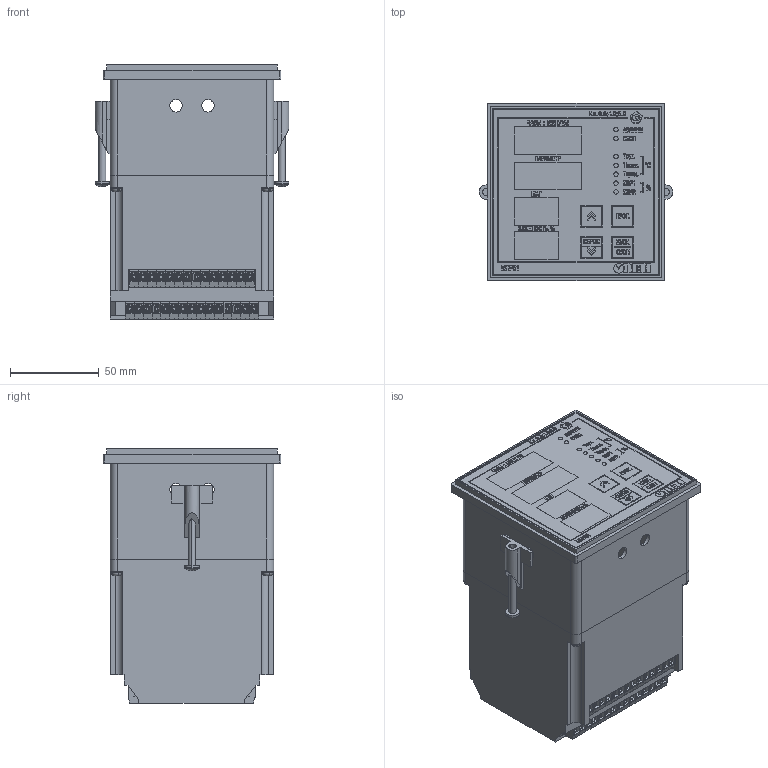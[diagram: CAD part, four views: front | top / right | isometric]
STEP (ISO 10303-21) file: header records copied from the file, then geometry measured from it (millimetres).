
FILE_DESCRIPTION (( 'STEP AP214' ), '1' );
FILE_NAME ('3D Ìîäåëü ÌÏÐ51-Ù4.ÕÕ.STEP', '2017-04-22T10:24:55', ( '' ), ( '' ), 'SwSTEP 2.0', 'SolidWorks 2013', '' );
FILE_SCHEMA (( 'AUTOMOTIVE_DESIGN' ));
Length unit declared in the file: millimetre
Products named in the file (11): pan cross head_am_B18.6.7M - M4 x 0.7 x 40 Type I Cross Recessed PHMS --40N; 栺闀闉 睯艜鍒鍣; Âèíò 3õ20; Ïàíåëü ëèöåâàÿ ÌÏÐ51; 抔樦擨鴀 15; 抔樦擨鴀 14; Êëåììà_10õ9,8õ5ìì; Ðåçèíêà; 扻豵鵨2; 扻豵鵨1; 3D Ìîäåëü ÌÏÐ51-Ù4.ÕÕ
Assembly tree (45 placements, depth 3):
  3D Ìîäåëü ÌÏÐ51-Ù4.ÕÕ
    扻豵鵨1
    扻豵鵨2
    Ðåçèíêà
    抔樦擨鴀 14  x2
      Êëåììà_10õ9,8õ5ìì
    抔樦擨鴀 15  x2
      Êëåììà_10õ9,8õ5ìì
    Ïàíåëü ëèöåâàÿ ÌÏÐ51
    Âèíò 3õ20  x4
    栺闀闉 睯艜鍒鍣  x2
    pan cross head_am_B18.6.7M - M4 x 0.7 x 40 Type I Cross Recessed PHMS --40N  x2
Bounding box: 109 x 100 x 143 mm (x, y, z)
Volume: 163862.9 mm3; surface area: 193251.8 mm2
Topology: 78 solids, 78 shells, 4810 faces, 12372 edges, 8161 vertices
Faces by surface type: plane 3370, bspline 830, cylinder 586, torus 20, sphere 4
Entity records: 100049 total; most frequent: CARTESIAN_POINT 23796, ORIENTED_EDGE 12466, DIRECTION 7882, EDGE_CURVE 6233, LINE 4300, VECTOR 4300, VERTEX_POINT 4149, EDGE_LOOP 2562
